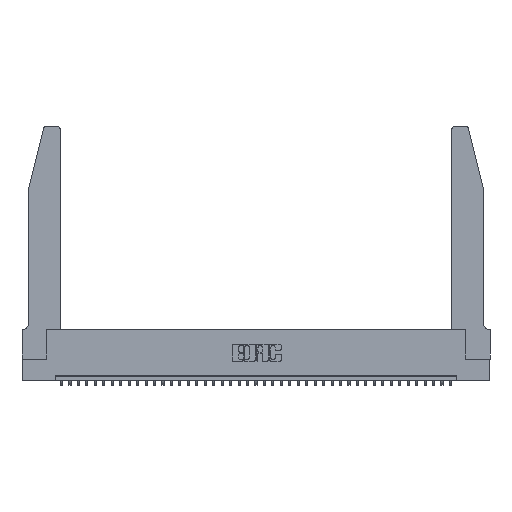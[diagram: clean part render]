
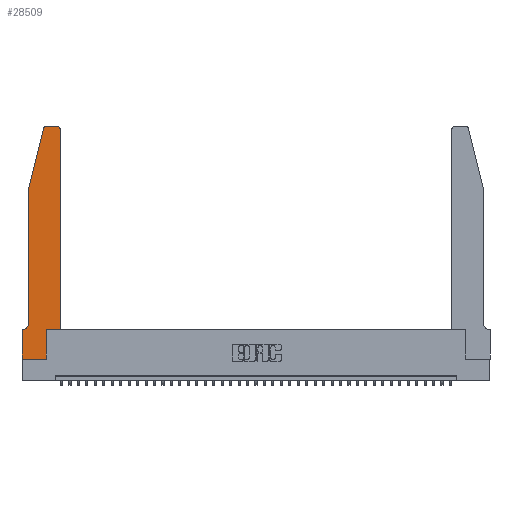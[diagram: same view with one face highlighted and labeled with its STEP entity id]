
A CAD part, top view. The second image highlights one B-rep face of the part: STEP entity #28509.
In plain terms, the highlighted planar face has unit normal (0, 0, 1).
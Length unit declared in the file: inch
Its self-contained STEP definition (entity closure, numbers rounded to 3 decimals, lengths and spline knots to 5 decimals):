
#487 = VERTEX_POINT ( 'NONE', #12231 ) ;
#766 = CARTESIAN_POINT ( 'NONE',  ( 0.0755, 0.42, 0.37 ) ) ;
#1239 = DIRECTION ( 'NONE',  ( -1., 0., 0. ) ) ;
#1545 = EDGE_LOOP ( 'NONE', ( #35371, #22885, #3214, #20941, #6772, #27796, #8946, #25682, #11563, #13967, #26200, #28532 ) ) ;
#2218 = EDGE_CURVE ( 'NONE', #487, #2599, #12169, .T. ) ;
#2599 = VERTEX_POINT ( 'NONE', #21517 ) ;
#3214 = ORIENTED_EDGE ( 'NONE', *, *, #8534, .T. ) ;
#3303 = DIRECTION ( 'NONE',  ( -1., 0., 0. ) ) ;
#3312 = LINE ( 'NONE', #3602, #4781 ) ;
#3330 = DIRECTION ( 'NONE',  ( 0., 0., 1. ) ) ;
#3602 = CARTESIAN_POINT ( 'NONE',  ( 0., 0., 0.37 ) ) ;
#4252 = PLANE ( 'NONE',  #24383 ) ;
#4781 = VECTOR ( 'NONE', #24948, 39.37008 ) ;
#5726 = EDGE_CURVE ( 'NONE', #17142, #32344, #18505, .T. ) ;
#5977 = CARTESIAN_POINT ( 'NONE',  ( 0.2865, 0.35, 0.37 ) ) ;
#6223 = AXIS2_PLACEMENT_3D ( 'NONE', #32629, #10419, #3303 ) ;
#6249 = VERTEX_POINT ( 'NONE', #14670 ) ;
#6582 = EDGE_CURVE ( 'NONE', #32344, #24559, #13940, .T. ) ;
#6772 = ORIENTED_EDGE ( 'NONE', *, *, #5726, .T. ) ;
#6827 = CARTESIAN_POINT ( 'NONE',  ( 0.284, 2.72, 0.37 ) ) ;
#6860 = VERTEX_POINT ( 'NONE', #5977 ) ;
#7585 = DIRECTION ( 'NONE',  ( 0., -1., 0. ) ) ;
#7657 = CARTESIAN_POINT ( 'NONE',  ( 0.0055, 0.35, 0.37 ) ) ;
#7940 = LINE ( 'NONE', #28535, #9864 ) ;
#8226 = CARTESIAN_POINT ( 'NONE',  ( 0.4205, 2.72, 0.37 ) ) ;
#8534 = EDGE_CURVE ( 'NONE', #2599, #11678, #19302, .T. ) ;
#8776 = EDGE_CURVE ( 'NONE', #6860, #39446, #25534, .T. ) ;
#8946 = ORIENTED_EDGE ( 'NONE', *, *, #17273, .T. ) ;
#9864 = VECTOR ( 'NONE', #7585, 39.37008 ) ;
#10419 = DIRECTION ( 'NONE',  ( 0., 0., -1. ) ) ;
#10493 = AXIS2_PLACEMENT_3D ( 'NONE', #6827, #3330, #15999 ) ;
#11047 = DIRECTION ( 'NONE',  ( 0., 0., 1. ) ) ;
#11563 = ORIENTED_EDGE ( 'NONE', *, *, #28840, .T. ) ;
#11614 = VERTEX_POINT ( 'NONE', #35914 ) ;
#11678 = VERTEX_POINT ( 'NONE', #30628 ) ;
#11692 = CARTESIAN_POINT ( 'NONE',  ( 0.4205, 2.75, 0.37 ) ) ;
#12169 = CIRCLE ( 'NONE', #10493, 0.03 ) ;
#12231 = CARTESIAN_POINT ( 'NONE',  ( 0.284, 2.75, 0.37 ) ) ;
#12451 = VERTEX_POINT ( 'NONE', #11692 ) ;
#13940 = LINE ( 'NONE', #35870, #38491 ) ;
#13967 = ORIENTED_EDGE ( 'NONE', *, *, #8776, .T. ) ;
#14670 = CARTESIAN_POINT ( 'NONE',  ( 0.2865, 0., 0.37 ) ) ;
#14828 = LINE ( 'NONE', #35763, #34382 ) ;
#15252 = LINE ( 'NONE', #33873, #16618 ) ;
#15304 = CARTESIAN_POINT ( 'NONE',  ( 0.4505, 0.35, 0.37 ) ) ;
#15999 = DIRECTION ( 'NONE',  ( 1., 0., 0. ) ) ;
#16075 = CARTESIAN_POINT ( 'NONE',  ( 0.2605, 2.75, 0.37 ) ) ;
#16407 = VECTOR ( 'NONE', #29448, 39.37008 ) ;
#16618 = VECTOR ( 'NONE', #30896, 39.37008 ) ;
#16771 = CARTESIAN_POINT ( 'NONE',  ( 0.4505, 0.35, 0.37 ) ) ;
#17142 = VERTEX_POINT ( 'NONE', #766 ) ;
#17273 = EDGE_CURVE ( 'NONE', #24559, #11614, #7940, .T. ) ;
#17415 = VECTOR ( 'NONE', #22627, 39.37008 ) ;
#18359 = VECTOR ( 'NONE', #31391, 39.37008 ) ;
#18505 = CIRCLE ( 'NONE', #6223, 0.07 ) ;
#19300 = CARTESIAN_POINT ( 'NONE',  ( 0., 0.35, 0.37 ) ) ;
#19302 = LINE ( 'NONE', #37393, #18359 ) ;
#20941 = ORIENTED_EDGE ( 'NONE', *, *, #21130, .T. ) ;
#21130 = EDGE_CURVE ( 'NONE', #11678, #17142, #14828, .T. ) ;
#21517 = CARTESIAN_POINT ( 'NONE',  ( 0.25487, 2.72718, 0.37 ) ) ;
#22367 = DIRECTION ( 'NONE',  ( 0., 0., 1. ) ) ;
#22627 = DIRECTION ( 'NONE',  ( 1., 0., 0. ) ) ;
#22885 = ORIENTED_EDGE ( 'NONE', *, *, #2218, .T. ) ;
#23300 = AXIS2_PLACEMENT_3D ( 'NONE', #8226, #11047, #29562 ) ;
#23602 = LINE ( 'NONE', #26391, #16407 ) ;
#23858 = EDGE_CURVE ( 'NONE', #11614, #6249, #3312, .T. ) ;
#24383 = AXIS2_PLACEMENT_3D ( 'NONE', #19300, #22367, #28279 ) ;
#24559 = VERTEX_POINT ( 'NONE', #30489 ) ;
#24948 = DIRECTION ( 'NONE',  ( 1., 0., 0. ) ) ;
#25534 = LINE ( 'NONE', #16771, #17415 ) ;
#25682 = ORIENTED_EDGE ( 'NONE', *, *, #23858, .T. ) ;
#25988 = EDGE_CURVE ( 'NONE', #34863, #12451, #26205, .T. ) ;
#26200 = ORIENTED_EDGE ( 'NONE', *, *, #30868, .T. ) ;
#26205 = CIRCLE ( 'NONE', #23300, 0.03 ) ;
#26391 = CARTESIAN_POINT ( 'NONE',  ( 0.2865, 0.35, 0.37 ) ) ;
#26954 = CARTESIAN_POINT ( 'NONE',  ( 0.4505, 2.72, 0.37 ) ) ;
#27796 = ORIENTED_EDGE ( 'NONE', *, *, #6582, .T. ) ;
#28279 = DIRECTION ( 'NONE',  ( 1., 0., 0. ) ) ;
#28509 = ADVANCED_FACE ( 'NONE', ( #29832 ), #4252, .T. ) ;
#28532 = ORIENTED_EDGE ( 'NONE', *, *, #25988, .T. ) ;
#28535 = CARTESIAN_POINT ( 'NONE',  ( 0., 0., 0.37 ) ) ;
#28840 = EDGE_CURVE ( 'NONE', #6249, #6860, #23602, .T. ) ;
#29371 = EDGE_CURVE ( 'NONE', #12451, #487, #34884, .T. ) ;
#29448 = DIRECTION ( 'NONE',  ( 0., 1., 0. ) ) ;
#29562 = DIRECTION ( 'NONE',  ( 1., 0., 0. ) ) ;
#29832 = FACE_OUTER_BOUND ( 'NONE', #1545, .T. ) ;
#30489 = CARTESIAN_POINT ( 'NONE',  ( 0., 0.35, 0.37 ) ) ;
#30628 = CARTESIAN_POINT ( 'NONE',  ( 0.0755, 2., 0.37 ) ) ;
#30868 = EDGE_CURVE ( 'NONE', #39446, #34863, #15252, .T. ) ;
#30896 = DIRECTION ( 'NONE',  ( 0., 1., 0. ) ) ;
#31047 = VECTOR ( 'NONE', #1239, 39.37008 ) ;
#31391 = DIRECTION ( 'NONE',  ( -0.239, -0.971, 0. ) ) ;
#32344 = VERTEX_POINT ( 'NONE', #7657 ) ;
#32629 = CARTESIAN_POINT ( 'NONE',  ( 0.0055, 0.42, 0.37 ) ) ;
#33725 = DIRECTION ( 'NONE',  ( -1., 0., 0. ) ) ;
#33873 = CARTESIAN_POINT ( 'NONE',  ( 0.4505, 0.35, 0.37 ) ) ;
#34382 = VECTOR ( 'NONE', #35492, 39.37008 ) ;
#34863 = VERTEX_POINT ( 'NONE', #26954 ) ;
#34884 = LINE ( 'NONE', #16075, #31047 ) ;
#35371 = ORIENTED_EDGE ( 'NONE', *, *, #29371, .T. ) ;
#35492 = DIRECTION ( 'NONE',  ( 0., -1., 0. ) ) ;
#35763 = CARTESIAN_POINT ( 'NONE',  ( 0.0755, 2., 0.37 ) ) ;
#35870 = CARTESIAN_POINT ( 'NONE',  ( 0.0755, 0.35, 0.37 ) ) ;
#35914 = CARTESIAN_POINT ( 'NONE',  ( 0., 0., 0.37 ) ) ;
#37393 = CARTESIAN_POINT ( 'NONE',  ( 0.0755, 2., 0.37 ) ) ;
#38491 = VECTOR ( 'NONE', #33725, 39.37008 ) ;
#39446 = VERTEX_POINT ( 'NONE', #15304 ) ;
